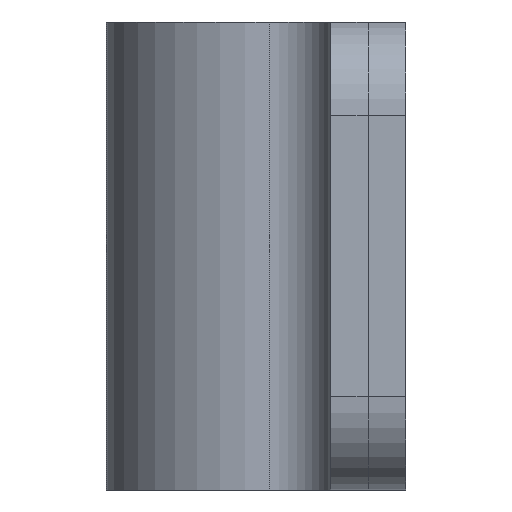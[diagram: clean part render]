
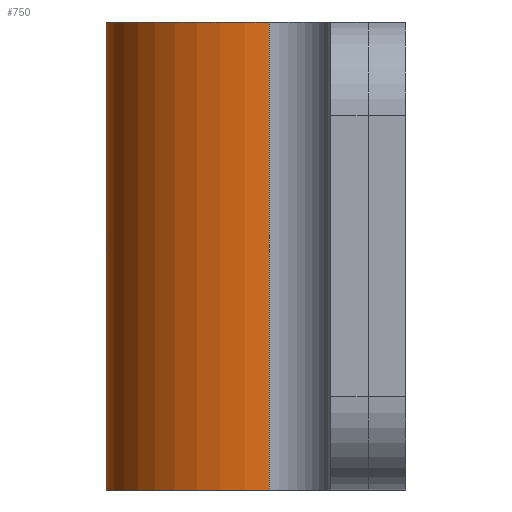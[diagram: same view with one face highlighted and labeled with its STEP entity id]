
A CAD part, left-side view. The second image highlights one B-rep face of the part: STEP entity #750.
In plain terms, the highlighted cylindrical face has radius 8 mm (diameter 16 mm), a partial arc.
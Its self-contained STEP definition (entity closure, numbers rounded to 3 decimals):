
#74=FACE_OUTER_BOUND('',#120,.T.);
#120=EDGE_LOOP('',(#613,#614,#615,#616,#617,#618,#619,#620));
#194=LINE('',#1261,#262);
#195=LINE('',#1269,#263);
#262=VECTOR('',#1024,10.);
#263=VECTOR('',#1031,10.);
#301=CIRCLE('',#837,8.);
#302=CIRCLE('',#838,8.);
#303=CIRCLE('',#839,8.);
#304=CIRCLE('',#840,8.);
#305=CIRCLE('',#841,8.);
#306=CIRCLE('',#842,8.);
#339=VERTEX_POINT('',#1155);
#354=VERTEX_POINT('',#1193);
#371=VERTEX_POINT('',#1262);
#372=VERTEX_POINT('',#1264);
#373=VERTEX_POINT('',#1266);
#374=VERTEX_POINT('',#1268);
#375=VERTEX_POINT('',#1270);
#376=VERTEX_POINT('',#1272);
#462=EDGE_CURVE('',#339,#354,#194,.T.);
#463=EDGE_CURVE('',#371,#339,#301,.T.);
#464=EDGE_CURVE('',#372,#371,#302,.T.);
#465=EDGE_CURVE('',#373,#372,#303,.T.);
#466=EDGE_CURVE('',#373,#374,#195,.T.);
#467=EDGE_CURVE('',#375,#374,#304,.T.);
#468=EDGE_CURVE('',#376,#375,#305,.T.);
#469=EDGE_CURVE('',#354,#376,#306,.T.);
#613=ORIENTED_EDGE('',*,*,#462,.F.);
#614=ORIENTED_EDGE('',*,*,#463,.F.);
#615=ORIENTED_EDGE('',*,*,#464,.F.);
#616=ORIENTED_EDGE('',*,*,#465,.F.);
#617=ORIENTED_EDGE('',*,*,#466,.T.);
#618=ORIENTED_EDGE('',*,*,#467,.F.);
#619=ORIENTED_EDGE('',*,*,#468,.F.);
#620=ORIENTED_EDGE('',*,*,#469,.F.);
#721=CYLINDRICAL_SURFACE('',#836,8.);
#750=ADVANCED_FACE('',(#74),#721,.T.);
#836=AXIS2_PLACEMENT_3D('',#1260,#1022,#1023);
#837=AXIS2_PLACEMENT_3D('',#1263,#1025,#1026);
#838=AXIS2_PLACEMENT_3D('',#1265,#1027,#1028);
#839=AXIS2_PLACEMENT_3D('',#1267,#1029,#1030);
#840=AXIS2_PLACEMENT_3D('',#1271,#1032,#1033);
#841=AXIS2_PLACEMENT_3D('',#1273,#1034,#1035);
#842=AXIS2_PLACEMENT_3D('',#1274,#1036,#1037);
#1022=DIRECTION('center_axis',(0.,0.,-1.));
#1023=DIRECTION('ref_axis',(0.675,0.738,0.));
#1024=DIRECTION('',(0.,0.,1.));
#1025=DIRECTION('center_axis',(0.,0.,-1.));
#1026=DIRECTION('ref_axis',(1.,0.,0.));
#1027=DIRECTION('center_axis',(0.,0.,-1.));
#1028=DIRECTION('ref_axis',(0.,1.,0.));
#1029=DIRECTION('center_axis',(0.,0.,-1.));
#1030=DIRECTION('ref_axis',(-0.996,-0.09,0.));
#1031=DIRECTION('',(0.,0.,1.));
#1032=DIRECTION('center_axis',(0.,0.,1.));
#1033=DIRECTION('ref_axis',(0.,1.,0.));
#1034=DIRECTION('center_axis',(0.,0.,1.));
#1035=DIRECTION('ref_axis',(1.,0.,0.));
#1036=DIRECTION('center_axis',(0.,0.,1.));
#1037=DIRECTION('ref_axis',(0.,-1.,0.));
#1155=CARTESIAN_POINT('',(87.,0.,-12.5));
#1193=CARTESIAN_POINT('',(87.,0.,12.5));
#1260=CARTESIAN_POINT('Origin',(87.,8.,0.));
#1261=CARTESIAN_POINT('',(87.,0.,0.));
#1262=CARTESIAN_POINT('',(95.,8.,-12.5));
#1263=CARTESIAN_POINT('Origin',(87.,8.,-12.5));
#1264=CARTESIAN_POINT('',(87.,16.,-12.5));
#1265=CARTESIAN_POINT('Origin',(87.,8.,-12.5));
#1266=CARTESIAN_POINT('',(79.032,7.28,-12.5));
#1267=CARTESIAN_POINT('Origin',(87.,8.,-12.5));
#1268=CARTESIAN_POINT('',(79.032,7.28,12.5));
#1269=CARTESIAN_POINT('',(79.032,7.28,0.));
#1270=CARTESIAN_POINT('',(87.,16.,12.5));
#1271=CARTESIAN_POINT('Origin',(87.,8.,12.5));
#1272=CARTESIAN_POINT('',(95.,8.,12.5));
#1273=CARTESIAN_POINT('Origin',(87.,8.,12.5));
#1274=CARTESIAN_POINT('Origin',(87.,8.,12.5));
